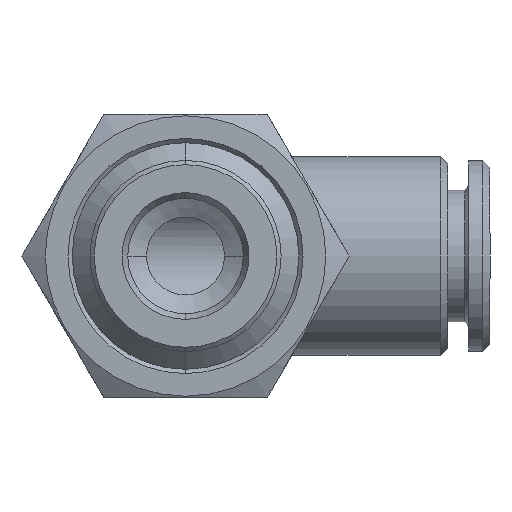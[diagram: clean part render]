
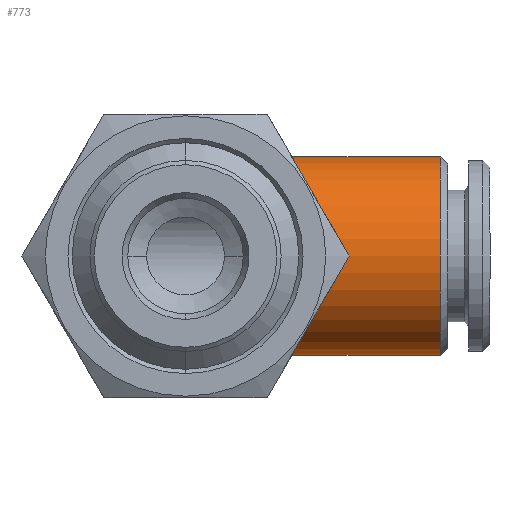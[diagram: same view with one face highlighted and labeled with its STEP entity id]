
A CAD part, front view. The second image highlights one B-rep face of the part: STEP entity #773.
In plain terms, the highlighted cylindrical face has radius 7 mm (diameter 14 mm), a partial arc.
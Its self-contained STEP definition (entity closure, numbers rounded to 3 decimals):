
#558 = ORIENTED_EDGE ( 'NONE', *, *, #977, .F. ) ;
#559 = ORIENTED_EDGE ( 'NONE', *, *, #745, .T. ) ;
#744 = EDGE_CURVE ( 'NONE', #1135, #1138, #2856, .T. ) ;
#745 = EDGE_CURVE ( 'NONE', #1090, #1091, #2851, .T. ) ;
#773 = ADVANCED_FACE ( 'NONE', ( #2728 ), #2727, .T. ) ;
#786 = ORIENTED_EDGE ( 'NONE', *, *, #744, .F. ) ;
#817 = EDGE_LOOP ( 'NONE', ( #558, #559, #871, #786 ) ) ;
#871 = ORIENTED_EDGE ( 'NONE', *, *, #1082, .T. ) ;
#977 = EDGE_CURVE ( 'NONE', #1090, #1135, #3693, .T. ) ;
#1082 = EDGE_CURVE ( 'NONE', #1091, #1138, #3908, .T. ) ;
#1090 = VERTEX_POINT ( 'NONE', #3837 ) ;
#1091 = VERTEX_POINT ( 'NONE', #3836 ) ;
#1135 = VERTEX_POINT ( 'NONE', #4003 ) ;
#1138 = VERTEX_POINT ( 'NONE', #3993 ) ;
#2722 = DIRECTION ( 'NONE',  ( 0., 0., 1. ) ) ;
#2723 = DIRECTION ( 'NONE',  ( -1., 0., 0. ) ) ;
#2724 = AXIS2_PLACEMENT_3D ( 'NONE', #2726, #2723, #2722 ) ;
#2726 = CARTESIAN_POINT ( 'NONE',  ( -3.45, 0., 0. ) ) ;
#2727 = CYLINDRICAL_SURFACE ( 'NONE', #2724, 7. ) ;
#2728 = FACE_OUTER_BOUND ( 'NONE', #817, .T. ) ;
#2800 = CARTESIAN_POINT ( 'NONE',  ( 7.5, 0., 0. ) ) ;
#2848 = DIRECTION ( 'NONE',  ( 0., 0., 1. ) ) ;
#2849 = DIRECTION ( 'NONE',  ( -1., 0., 0. ) ) ;
#2850 = AXIS2_PLACEMENT_3D ( 'NONE', #2857, #2849, #2848 ) ;
#2851 = CIRCLE ( 'NONE', #2850, 7. ) ;
#2853 = DIRECTION ( 'NONE',  ( 0., 0., 1. ) ) ;
#2854 = DIRECTION ( 'NONE',  ( -1., 0., 0. ) ) ;
#2855 = AXIS2_PLACEMENT_3D ( 'NONE', #2800, #2854, #2853 ) ;
#2856 = CIRCLE ( 'NONE', #2855, 7. ) ;
#2857 = CARTESIAN_POINT ( 'NONE',  ( 18., 0., 0. ) ) ;
#3690 = DIRECTION ( 'NONE',  ( -1., 0., 0. ) ) ;
#3691 = VECTOR ( 'NONE', #3690, 1000. ) ;
#3692 = CARTESIAN_POINT ( 'NONE',  ( -3.45, 0., -7. ) ) ;
#3693 = LINE ( 'NONE', #3692, #3691 ) ;
#3836 = CARTESIAN_POINT ( 'NONE',  ( 18., 0., 7. ) ) ;
#3837 = CARTESIAN_POINT ( 'NONE',  ( 18., 0., -7. ) ) ;
#3905 = DIRECTION ( 'NONE',  ( -1., 0., 0. ) ) ;
#3906 = VECTOR ( 'NONE', #3905, 1000. ) ;
#3907 = CARTESIAN_POINT ( 'NONE',  ( -3.45, 0., 7. ) ) ;
#3908 = LINE ( 'NONE', #3907, #3906 ) ;
#3993 = CARTESIAN_POINT ( 'NONE',  ( 7.5, 0., 7. ) ) ;
#4003 = CARTESIAN_POINT ( 'NONE',  ( 7.5, 0., -7. ) ) ;
